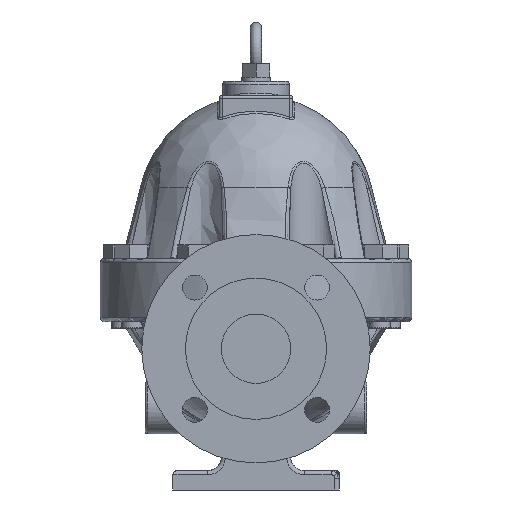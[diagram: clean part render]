
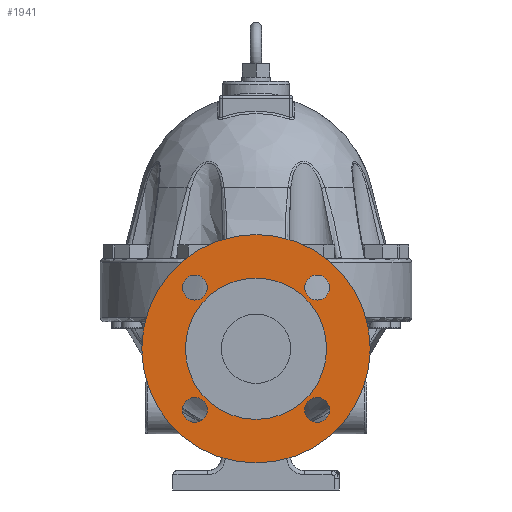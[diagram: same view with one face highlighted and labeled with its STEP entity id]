
A CAD part, front view. The second image highlights one B-rep face of the part: STEP entity #1941.
In plain terms, the highlighted planar face has unit normal (0, -1, 0).
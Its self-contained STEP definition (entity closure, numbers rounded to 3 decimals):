
#1742=CARTESIAN_POINT('',(82.5,-290.4,-42.));
#1743=VERTEX_POINT('',#1742);
#1744=CARTESIAN_POINT('',(0.0,-290.4,-42.0));
#1745=DIRECTION('',(0.0,1.0,0.0));
#1746=DIRECTION('',(-1.0,0.0,0.0));
#1747=AXIS2_PLACEMENT_3D('',#1744,#1745,#1746);
#1748=CIRCLE('',#1747,82.5);
#1749=EDGE_CURVE('',#1743,#1743,#1748,.T.);
#1863=CARTESIAN_POINT('',(51.,-290.4,-42.));
#1864=VERTEX_POINT('',#1863);
#1865=CARTESIAN_POINT('',(0.0,-290.4,-42.0));
#1866=DIRECTION('',(0.0,-1.0,0.0));
#1867=DIRECTION('',(-1.0,0.0,0.0));
#1868=AXIS2_PLACEMENT_3D('',#1865,#1866,#1867);
#1869=CIRCLE('',#1868,51.);
#1870=EDGE_CURVE('',#1864,#1864,#1869,.T.);
#1886=CARTESIAN_POINT('',(0.0,-290.4,-42.0));
#1887=DIRECTION('',(0.0,1.0,0.0));
#1888=DIRECTION('',(0.0,0.0,1.0));
#1889=AXIS2_PLACEMENT_3D('',#1886,#1887,#1888);
#1890=PLANE('',#1889);
#1891=ORIENTED_EDGE('',*,*,#1749,.F.);
#1892=EDGE_LOOP('',(#1891));
#1893=FACE_OUTER_BOUND('',#1892,.T.);
#1894=ORIENTED_EDGE('',*,*,#1870,.F.);
#1895=EDGE_LOOP('',(#1894));
#1896=FACE_BOUND('',#1895,.T.);
#1897=CARTESIAN_POINT('',(-35.194,-290.4,2.194));
#1898=VERTEX_POINT('',#1897);
#1899=CARTESIAN_POINT('',(-44.194,-290.4,2.194));
#1900=DIRECTION('',(0.0,-1.0,0.0));
#1901=DIRECTION('',(-1.0,0.0,0.0));
#1902=AXIS2_PLACEMENT_3D('',#1899,#1900,#1901);
#1903=CIRCLE('',#1902,9.0);
#1904=EDGE_CURVE('',#1898,#1898,#1903,.T.);
#1905=ORIENTED_EDGE('',*,*,#1904,.F.);
#1906=EDGE_LOOP('',(#1905));
#1907=FACE_BOUND('',#1906,.T.);
#1908=CARTESIAN_POINT('',(53.194,-290.4,2.194));
#1909=VERTEX_POINT('',#1908);
#1910=CARTESIAN_POINT('',(44.194,-290.4,2.194));
#1911=DIRECTION('',(0.0,-1.0,0.0));
#1912=DIRECTION('',(0.0,0.0,1.0));
#1913=AXIS2_PLACEMENT_3D('',#1910,#1911,#1912);
#1914=CIRCLE('',#1913,9.0);
#1915=EDGE_CURVE('',#1909,#1909,#1914,.T.);
#1916=ORIENTED_EDGE('',*,*,#1915,.F.);
#1917=EDGE_LOOP('',(#1916));
#1918=FACE_BOUND('',#1917,.T.);
#1919=CARTESIAN_POINT('',(53.194,-290.4,-86.194));
#1920=VERTEX_POINT('',#1919);
#1921=CARTESIAN_POINT('',(44.194,-290.4,-86.194));
#1922=DIRECTION('',(0.0,-1.0,0.0));
#1923=DIRECTION('',(1.0,0.0,0.0));
#1924=AXIS2_PLACEMENT_3D('',#1921,#1922,#1923);
#1925=CIRCLE('',#1924,9.0);
#1926=EDGE_CURVE('',#1920,#1920,#1925,.T.);
#1927=ORIENTED_EDGE('',*,*,#1926,.F.);
#1928=EDGE_LOOP('',(#1927));
#1929=FACE_BOUND('',#1928,.T.);
#1930=CARTESIAN_POINT('',(-35.194,-290.4,-86.194));
#1931=VERTEX_POINT('',#1930);
#1932=CARTESIAN_POINT('',(-44.194,-290.4,-86.194));
#1933=DIRECTION('',(0.0,-1.0,0.0));
#1934=DIRECTION('',(0.0,0.0,-1.0));
#1935=AXIS2_PLACEMENT_3D('',#1932,#1933,#1934);
#1936=CIRCLE('',#1935,9.0);
#1937=EDGE_CURVE('',#1931,#1931,#1936,.T.);
#1938=ORIENTED_EDGE('',*,*,#1937,.F.);
#1939=EDGE_LOOP('',(#1938));
#1940=FACE_BOUND('',#1939,.T.);
#1941=ADVANCED_FACE('',(#1893,#1896,#1907,#1918,#1929,#1940),#1890,.F.);
